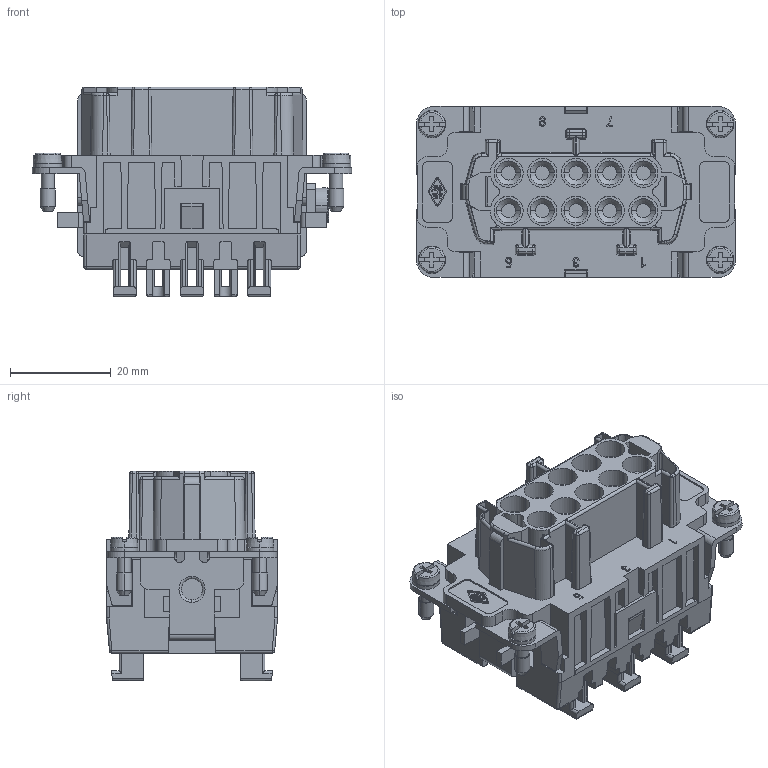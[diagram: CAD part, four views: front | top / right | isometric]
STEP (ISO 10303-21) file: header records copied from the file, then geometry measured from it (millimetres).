
FILE_DESCRIPTION(('Creo Elements/Direct Modeling STEP Export'),'2;1');
FILE_NAME('0lndrr03s1mi8bm3380','2015-08-03T13:09:02',(''),(''),'Creo Elements/Direct Modeling STEP processor for AP214 (Solid Model)','Creo Elements/Direct Modeling 18.1F 24-Jul-2014 (C) Parametric Technology GmbH','');
FILE_SCHEMA(('AUTOMOTIVE_DESIGN { 1 0 10303 214 1 1 1 1 }'));
Products named in the file (2): CMSHF_03
Assembly tree (1 placements, depth 2):
  CMSHF_03
    CMSHF_03
Bounding box: 63.5 x 34 x 41.7 mm (x, y, z)
Volume: 37007.8 mm3; surface area: 21397.6 mm2
Topology: 1 solids, 1 shells, 1880 faces, 5257 edges, 3409 vertices
Faces by surface type: plane 1326, cylinder 432, cone 58, torus 34, sphere 20, bspline 10
Entity records: 74580 total; most frequent: CARTESIAN_POINT 16892, ORIENTED_EDGE 10482, DIRECTION 8955, EDGE_CURVE 5237, VECTOR 3931, LINE 3931, VERTEX_POINT 3409, AXIS2_PLACEMENT_3D 2512
